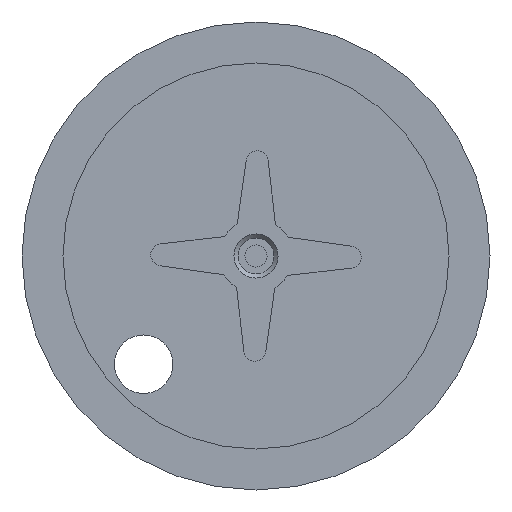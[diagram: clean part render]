
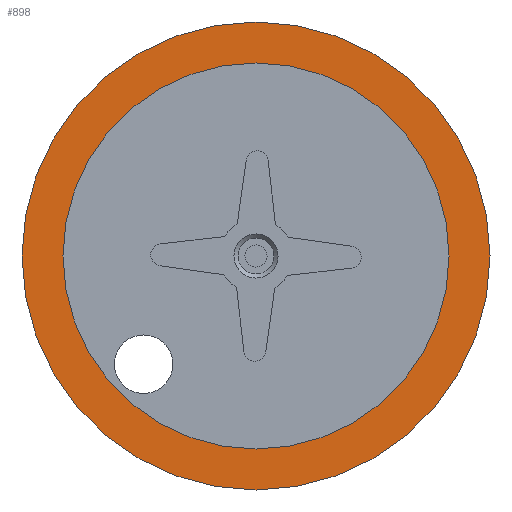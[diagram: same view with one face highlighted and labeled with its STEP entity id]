
A CAD part, front view. The second image highlights one B-rep face of the part: STEP entity #898.
In plain terms, the highlighted planar face has unit normal (0, -1, 0).
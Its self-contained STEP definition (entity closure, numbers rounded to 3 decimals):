
#16 = DIRECTION ( 'NONE',  ( 0., 0., -1. ) ) ;
#22 = CARTESIAN_POINT ( 'NONE',  ( 0., 0., 0. ) ) ;
#30 = CARTESIAN_POINT ( 'NONE',  ( 0., 0., 0. ) ) ;
#33 = EDGE_LOOP ( 'NONE', ( #880, #182 ) ) ;
#68 = FACE_BOUND ( 'NONE', #33, .T. ) ;
#107 = EDGE_CURVE ( 'NONE', #1162, #660, #842, .T. ) ;
#182 = ORIENTED_EDGE ( 'NONE', *, *, #690, .F. ) ;
#200 = ORIENTED_EDGE ( 'NONE', *, *, #856, .F. ) ;
#224 = CIRCLE ( 'NONE', #1096, 60. ) ;
#311 = DIRECTION ( 'NONE',  ( 0., 0., 1. ) ) ;
#382 = VERTEX_POINT ( 'NONE', #1037 ) ;
#396 = AXIS2_PLACEMENT_3D ( 'NONE', #427, #422, #1149 ) ;
#422 = DIRECTION ( 'NONE',  ( 0., 1., 0. ) ) ;
#427 = CARTESIAN_POINT ( 'NONE',  ( 0., 0., 0. ) ) ;
#461 = VERTEX_POINT ( 'NONE', #886 ) ;
#481 = CARTESIAN_POINT ( 'NONE',  ( 0., 0., 49.5 ) ) ;
#527 = DIRECTION ( 'NONE',  ( 0., 0., -1. ) ) ;
#532 = AXIS2_PLACEMENT_3D ( 'NONE', #579, #1159, #527 ) ;
#533 = EDGE_LOOP ( 'NONE', ( #200, #758 ) ) ;
#579 = CARTESIAN_POINT ( 'NONE',  ( 0., 0., 0. ) ) ;
#655 = DIRECTION ( 'NONE',  ( 0., 0., 1. ) ) ;
#660 = VERTEX_POINT ( 'NONE', #911 ) ;
#684 = CIRCLE ( 'NONE', #1019, 49.5 ) ;
#685 = AXIS2_PLACEMENT_3D ( 'NONE', #22, #1105, #655 ) ;
#690 = EDGE_CURVE ( 'NONE', #660, #1162, #684, .T. ) ;
#728 = EDGE_CURVE ( 'NONE', #382, #461, #224, .T. ) ;
#758 = ORIENTED_EDGE ( 'NONE', *, *, #728, .F. ) ;
#828 = CARTESIAN_POINT ( 'NONE',  ( 0., 0., 0. ) ) ;
#842 = CIRCLE ( 'NONE', #532, 49.5 ) ;
#856 = EDGE_CURVE ( 'NONE', #461, #382, #909, .T. ) ;
#869 = FACE_OUTER_BOUND ( 'NONE', #533, .T. ) ;
#880 = ORIENTED_EDGE ( 'NONE', *, *, #107, .F. ) ;
#886 = CARTESIAN_POINT ( 'NONE',  ( 0., 0., -60. ) ) ;
#898 = ADVANCED_FACE ( 'NONE', ( #68, #869 ), #1036, .F. ) ;
#909 = CIRCLE ( 'NONE', #685, 60. ) ;
#911 = CARTESIAN_POINT ( 'NONE',  ( 0., 0., -49.5 ) ) ;
#919 = DIRECTION ( 'NONE',  ( 0., -1., 0. ) ) ;
#930 = DIRECTION ( 'NONE',  ( 0., 1., 0. ) ) ;
#1019 = AXIS2_PLACEMENT_3D ( 'NONE', #828, #919, #16 ) ;
#1036 = PLANE ( 'NONE',  #396 ) ;
#1037 = CARTESIAN_POINT ( 'NONE',  ( 0., 0., 60. ) ) ;
#1096 = AXIS2_PLACEMENT_3D ( 'NONE', #30, #930, #311 ) ;
#1105 = DIRECTION ( 'NONE',  ( 0., 1., 0. ) ) ;
#1149 = DIRECTION ( 'NONE',  ( 0., 0., 1. ) ) ;
#1159 = DIRECTION ( 'NONE',  ( 0., -1., 0. ) ) ;
#1162 = VERTEX_POINT ( 'NONE', #481 ) ;
